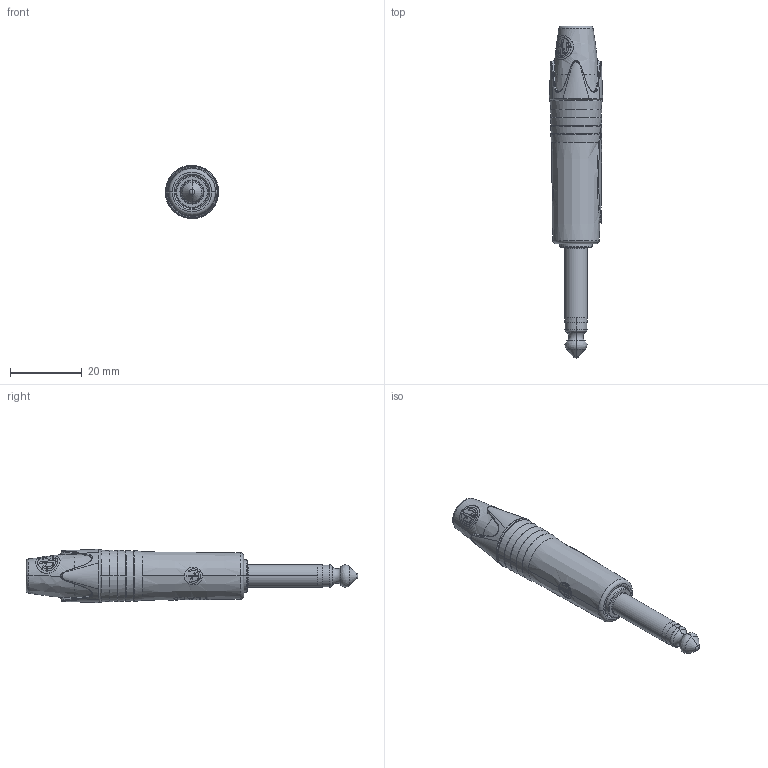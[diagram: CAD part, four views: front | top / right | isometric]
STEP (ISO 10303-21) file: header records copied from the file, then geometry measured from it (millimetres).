
FILE_DESCRIPTION((''),'2;1');
FILE_NAME('30012017','2025-01-16T16:57:32',('SYSTEM'),(''),'CREO PARAMETRIC BY PTC INC, 2023424','CREO PARAMETRIC BY PTC INC, 2023424','');
FILE_SCHEMA(('CONFIG_CONTROL_DESIGN'));
Length unit declared in the file: millimetre
Products named in the file (1): 30012017
Bounding box: 14.8 x 92.3 x 14.8 mm (x, y, z)
Volume: 9116.3 mm3; surface area: 3442 mm2
Topology: 1 solids, 1 shells, 356 faces, 923 edges, 595 vertices
Faces by surface type: plane 137, bspline 83, extrusion 44, cone 33, cylinder 32, torus 25, sphere 2
Entity records: 20870 total; most frequent: CARTESIAN_POINT 13107, ORIENTED_EDGE 1842, DIRECTION 1199, EDGE_CURVE 921, VERTEX_POINT 595, B_SPLINE_CURVE_WITH_KNOTS 464, AXIS2_PLACEMENT_3D 425, EDGE_LOOP 384
